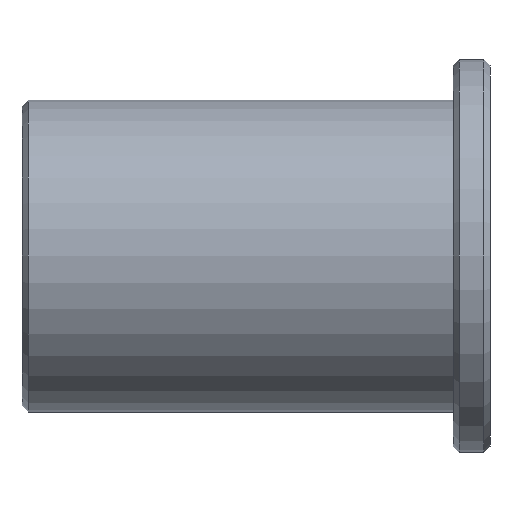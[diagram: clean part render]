
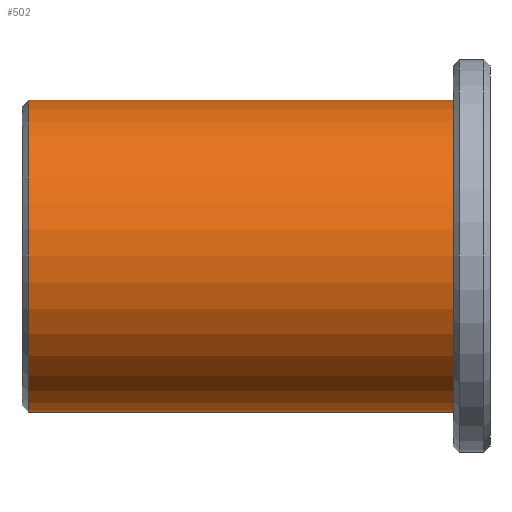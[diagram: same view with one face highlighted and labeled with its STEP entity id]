
A CAD part, left-side view. The second image highlights one B-rep face of the part: STEP entity #502.
In plain terms, the highlighted cylindrical face has radius 12.7 mm (diameter 25.4 mm), a partial arc.
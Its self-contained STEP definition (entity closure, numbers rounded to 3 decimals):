
#19 = CYLINDRICAL_SURFACE ( 'NONE', #313, 12.7 ) ;
#80 = FACE_OUTER_BOUND ( 'NONE', #451, .T. ) ;
#96 = CIRCLE ( 'NONE', #580, 12.7 ) ;
#105 = LINE ( 'NONE', #118, #235 ) ;
#118 = CARTESIAN_POINT ( 'NONE',  ( 0., 0., 12.7 ) ) ;
#165 = CARTESIAN_POINT ( 'NONE',  ( 0., 0., -12.7 ) ) ;
#167 = DIRECTION ( 'NONE',  ( 0., -1., 0. ) ) ;
#178 = EDGE_CURVE ( 'NONE', #333, #405, #105, .T. ) ;
#196 = EDGE_CURVE ( 'NONE', #333, #576, #264, .T. ) ;
#205 = CARTESIAN_POINT ( 'NONE',  ( 0., 3., 12.7 ) ) ;
#216 = ORIENTED_EDGE ( 'NONE', *, *, #178, .F. ) ;
#235 = VECTOR ( 'NONE', #261, 1000. ) ;
#261 = DIRECTION ( 'NONE',  ( 0., -1., 0. ) ) ;
#264 = CIRCLE ( 'NONE', #305, 12.7 ) ;
#265 = VERTEX_POINT ( 'NONE', #373 ) ;
#266 = CARTESIAN_POINT ( 'NONE',  ( 0., 37.6, 12.7 ) ) ;
#274 = CARTESIAN_POINT ( 'NONE',  ( 0., 3., 0. ) ) ;
#281 = DIRECTION ( 'NONE',  ( 0., -1., 0. ) ) ;
#282 = DIRECTION ( 'NONE',  ( 0., 0., -1. ) ) ;
#305 = AXIS2_PLACEMENT_3D ( 'NONE', #426, #486, #432 ) ;
#310 = ORIENTED_EDGE ( 'NONE', *, *, #196, .T. ) ;
#313 = AXIS2_PLACEMENT_3D ( 'NONE', #545, #327, #371 ) ;
#327 = DIRECTION ( 'NONE',  ( 0., -1., 0. ) ) ;
#333 = VERTEX_POINT ( 'NONE', #266 ) ;
#366 = EDGE_CURVE ( 'NONE', #576, #265, #577, .T. ) ;
#371 = DIRECTION ( 'NONE',  ( 0., 0., -1. ) ) ;
#373 = CARTESIAN_POINT ( 'NONE',  ( 0., 3., -12.7 ) ) ;
#405 = VERTEX_POINT ( 'NONE', #205 ) ;
#410 = CARTESIAN_POINT ( 'NONE',  ( 0., 37.6, -12.7 ) ) ;
#426 = CARTESIAN_POINT ( 'NONE',  ( 0., 37.6, 0. ) ) ;
#432 = DIRECTION ( 'NONE',  ( 0., 0., 1. ) ) ;
#439 = EDGE_CURVE ( 'NONE', #405, #265, #96, .T. ) ;
#451 = EDGE_LOOP ( 'NONE', ( #216, #310, #521, #478 ) ) ;
#478 = ORIENTED_EDGE ( 'NONE', *, *, #439, .F. ) ;
#486 = DIRECTION ( 'NONE',  ( 0., -1., 0. ) ) ;
#502 = ADVANCED_FACE ( 'NONE', ( #80 ), #19, .T. ) ;
#521 = ORIENTED_EDGE ( 'NONE', *, *, #366, .T. ) ;
#545 = CARTESIAN_POINT ( 'NONE',  ( 0., 0., 0. ) ) ;
#576 = VERTEX_POINT ( 'NONE', #410 ) ;
#577 = LINE ( 'NONE', #165, #587 ) ;
#580 = AXIS2_PLACEMENT_3D ( 'NONE', #274, #281, #282 ) ;
#587 = VECTOR ( 'NONE', #167, 1000. ) ;
